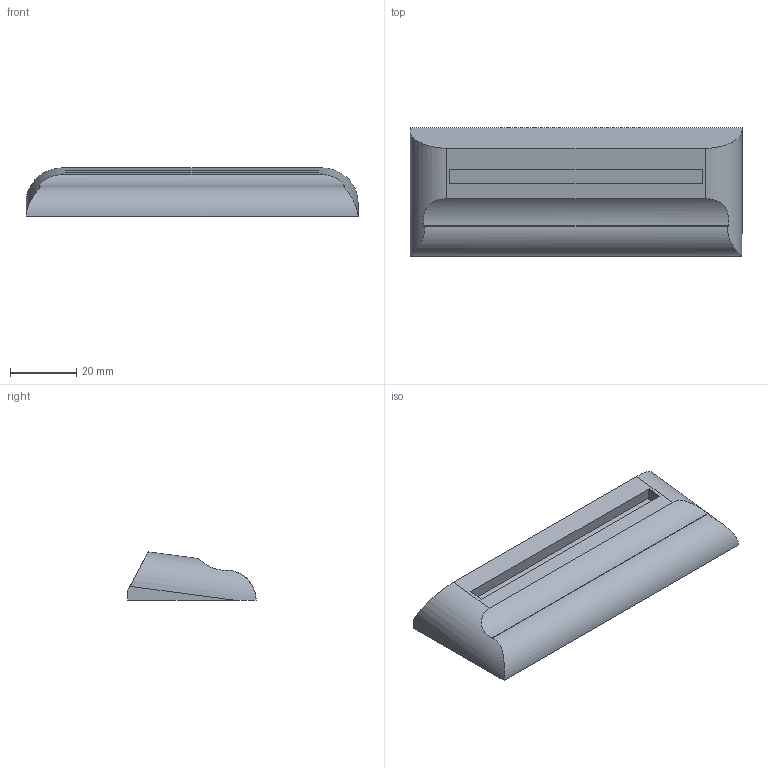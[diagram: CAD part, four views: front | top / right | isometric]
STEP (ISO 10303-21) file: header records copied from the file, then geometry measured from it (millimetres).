
FILE_DESCRIPTION(('HOOPS Exchange Step'),'2;1');
FILE_NAME('temp_export','2022-10-07T17:22:46+02:00',('mobile'),('Shapr3D Limited'),'HOOPS Exchange 2022.1','Shapr3D','Authorized');
FILE_SCHEMA( ('AP203_CONFIGURATION_CONTROLLED_3D_DESIGN_OF_MECHANICAL_PARTS_AND_ASSEMBLIES_MIM_LF') );
Length unit declared in the file: millimetre
Products named in the file (1): root
Bounding box: 100 x 38.59 x 14.51 mm (x, y, z)
Volume: 37936.6 mm3; surface area: 10479.7 mm2
Topology: 1 solids, 1 shells, 16 faces, 39 edges, 26 vertices
Faces by surface type: plane 12, cylinder 4
Entity records: 659 total; most frequent: CARTESIAN_POINT 256, ORIENTED_EDGE 78, DIRECTION 75, EDGE_CURVE 39, VECTOR 29, LINE 29, VERTEX_POINT 26, AXIS2_PLACEMENT_3D 23
